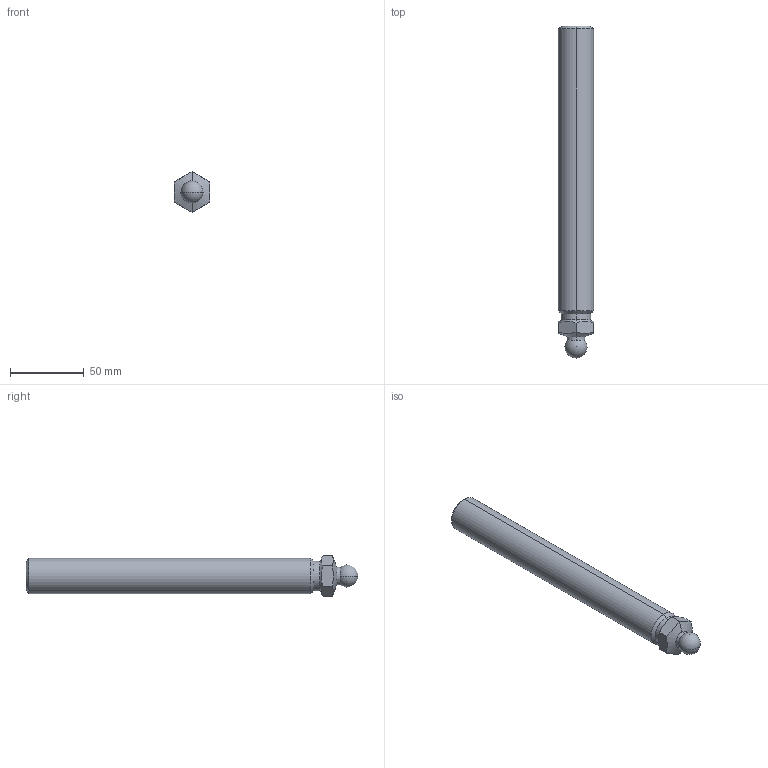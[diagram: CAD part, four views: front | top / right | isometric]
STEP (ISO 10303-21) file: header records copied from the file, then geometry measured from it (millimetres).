
FILE_DESCRIPTION (( 'STEP AP214' ), '1' );
FILE_NAME ('098dm24200e.STEP', '2013-09-20T07:26:14', ( '' ), ( '' ), 'SwSTEP 2.0', 'SolidWorks 2012', '' );
FILE_SCHEMA (( 'AUTOMOTIVE_DESIGN' ));
Length unit declared in the file: millimetre
Products named in the file (1): 098dm24200e
Bounding box: 24 x 225 x 27.71 mm (x, y, z)
Volume: 96098.6 mm3; surface area: 17306.8 mm2
Topology: 1 solids, 1 shells, 31 faces, 77 edges, 47 vertices
Faces by surface type: cone 13, plane 8, cylinder 6, sphere 2, torus 2
Entity records: 1013 total; most frequent: CARTESIAN_POINT 262, DIRECTION 147, ORIENTED_EDGE 144, EDGE_CURVE 72, AXIS2_PLACEMENT_3D 61, VERTEX_POINT 44, EDGE_LOOP 32, FACE_OUTER_BOUND 31
